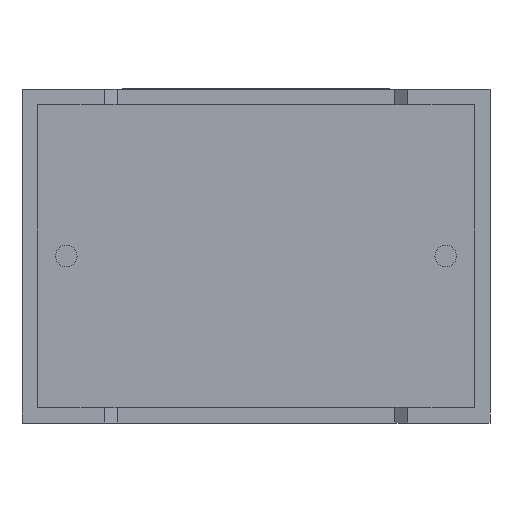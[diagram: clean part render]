
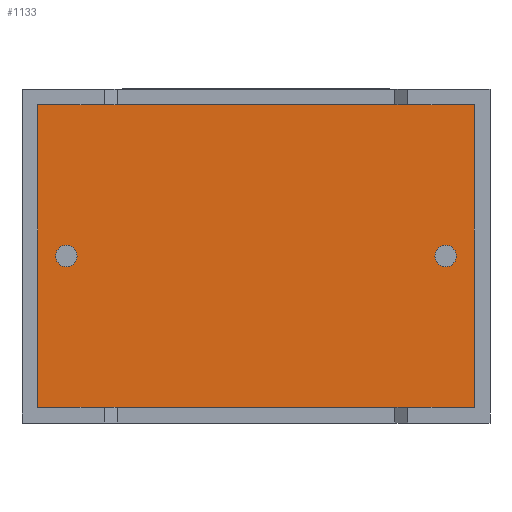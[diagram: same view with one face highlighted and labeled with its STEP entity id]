
A CAD part, front view. The second image highlights one B-rep face of the part: STEP entity #1133.
In plain terms, the highlighted planar face has unit normal (0, -1, 0).
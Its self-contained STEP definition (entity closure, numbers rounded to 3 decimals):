
#17 = FACE_BOUND ( 'NONE', #1924, .T. ) ;
#26 = CIRCLE ( 'NONE', #1710, 0.425 ) ;
#111 = VERTEX_POINT ( 'NONE', #941 ) ;
#150 = ORIENTED_EDGE ( 'NONE', *, *, #1339, .F. ) ;
#225 = EDGE_CURVE ( 'NONE', #111, #2597, #1305, .T. ) ;
#269 = DIRECTION ( 'NONE',  ( 0., 0., -1. ) ) ;
#270 = CARTESIAN_POINT ( 'NONE',  ( 16.75, 0.75, 6.6 ) ) ;
#317 = CARTESIAN_POINT ( 'NONE',  ( 0.617, 0.75, 12.583 ) ) ;
#405 = VERTEX_POINT ( 'NONE', #934 ) ;
#417 = EDGE_LOOP ( 'NONE', ( #1254, #2792, #2588, #2265 ) ) ;
#433 = AXIS2_PLACEMENT_3D ( 'NONE', #1381, #2080, #269 ) ;
#518 = AXIS2_PLACEMENT_3D ( 'NONE', #270, #978, #1204 ) ;
#542 = VERTEX_POINT ( 'NONE', #2740 ) ;
#611 = VERTEX_POINT ( 'NONE', #2624 ) ;
#659 = LINE ( 'NONE', #2794, #1473 ) ;
#757 = EDGE_CURVE ( 'NONE', #2597, #111, #26, .T. ) ;
#785 = VECTOR ( 'NONE', #2380, 1000. ) ;
#803 = LINE ( 'NONE', #317, #785 ) ;
#804 = CARTESIAN_POINT ( 'NONE',  ( 1.75, 0.75, 7.025 ) ) ;
#842 = DIRECTION ( 'NONE',  ( 1., 0., 0. ) ) ;
#934 = CARTESIAN_POINT ( 'NONE',  ( 0.617, 0.75, 0.617 ) ) ;
#941 = CARTESIAN_POINT ( 'NONE',  ( 16.75, 0.75, 6.175 ) ) ;
#948 = FACE_OUTER_BOUND ( 'NONE', #417, .T. ) ;
#973 = DIRECTION ( 'NONE',  ( 0., 0., -1. ) ) ;
#978 = DIRECTION ( 'NONE',  ( 0., -1., 0. ) ) ;
#984 = ORIENTED_EDGE ( 'NONE', *, *, #757, .F. ) ;
#1133 = ADVANCED_FACE ( 'NONE', ( #17, #948, #1868 ), #2627, .T. ) ;
#1204 = DIRECTION ( 'NONE',  ( 0., 0., -1. ) ) ;
#1254 = ORIENTED_EDGE ( 'NONE', *, *, #2622, .T. ) ;
#1305 = CIRCLE ( 'NONE', #518, 0.425 ) ;
#1313 = CARTESIAN_POINT ( 'NONE',  ( 17.883, 0.75, 0.617 ) ) ;
#1339 = EDGE_CURVE ( 'NONE', #1891, #542, #2796, .T. ) ;
#1381 = CARTESIAN_POINT ( 'NONE',  ( 0., 0.75, 0. ) ) ;
#1473 = VECTOR ( 'NONE', #1874, 1000. ) ;
#1480 = CARTESIAN_POINT ( 'NONE',  ( 1.75, 0.75, 6.6 ) ) ;
#1527 = ORIENTED_EDGE ( 'NONE', *, *, #2855, .F. ) ;
#1543 = DIRECTION ( 'NONE',  ( 0., -1., 0. ) ) ;
#1566 = DIRECTION ( 'NONE',  ( 0., 0., 1. ) ) ;
#1622 = AXIS2_PLACEMENT_3D ( 'NONE', #1480, #2420, #2178 ) ;
#1661 = EDGE_LOOP ( 'NONE', ( #150, #1527 ) ) ;
#1710 = AXIS2_PLACEMENT_3D ( 'NONE', #2372, #2134, #973 ) ;
#1758 = VECTOR ( 'NONE', #1566, 1000. ) ;
#1772 = CARTESIAN_POINT ( 'NONE',  ( 1.75, 0.75, 6.6 ) ) ;
#1792 = CARTESIAN_POINT ( 'NONE',  ( 0.617, 0.75, 0.617 ) ) ;
#1805 = LINE ( 'NONE', #1313, #1758 ) ;
#1822 = CARTESIAN_POINT ( 'NONE',  ( 0.617, 0.75, 12.583 ) ) ;
#1860 = EDGE_CURVE ( 'NONE', #2535, #611, #1805, .T. ) ;
#1868 = FACE_BOUND ( 'NONE', #1661, .T. ) ;
#1870 = DIRECTION ( 'NONE',  ( 0., 0., -1. ) ) ;
#1874 = DIRECTION ( 'NONE',  ( -1., 0., 0. ) ) ;
#1891 = VERTEX_POINT ( 'NONE', #804 ) ;
#1924 = EDGE_LOOP ( 'NONE', ( #984, #2408 ) ) ;
#1973 = CARTESIAN_POINT ( 'NONE',  ( 16.75, 0.75, 7.025 ) ) ;
#1983 = VERTEX_POINT ( 'NONE', #1822 ) ;
#2080 = DIRECTION ( 'NONE',  ( 0., -1., 0. ) ) ;
#2101 = CIRCLE ( 'NONE', #1622, 0.425 ) ;
#2134 = DIRECTION ( 'NONE',  ( 0., -1., 0. ) ) ;
#2178 = DIRECTION ( 'NONE',  ( 0., 0., -1. ) ) ;
#2265 = ORIENTED_EDGE ( 'NONE', *, *, #2958, .T. ) ;
#2267 = LINE ( 'NONE', #1792, #2860 ) ;
#2372 = CARTESIAN_POINT ( 'NONE',  ( 16.75, 0.75, 6.6 ) ) ;
#2380 = DIRECTION ( 'NONE',  ( 0., 0., -1. ) ) ;
#2408 = ORIENTED_EDGE ( 'NONE', *, *, #225, .F. ) ;
#2420 = DIRECTION ( 'NONE',  ( 0., -1., 0. ) ) ;
#2535 = VERTEX_POINT ( 'NONE', #2552 ) ;
#2552 = CARTESIAN_POINT ( 'NONE',  ( 17.883, 0.75, 0.617 ) ) ;
#2588 = ORIENTED_EDGE ( 'NONE', *, *, #1860, .T. ) ;
#2597 = VERTEX_POINT ( 'NONE', #1973 ) ;
#2622 = EDGE_CURVE ( 'NONE', #1983, #405, #803, .T. ) ;
#2624 = CARTESIAN_POINT ( 'NONE',  ( 17.883, 0.75, 12.583 ) ) ;
#2627 = PLANE ( 'NONE',  #433 ) ;
#2639 = AXIS2_PLACEMENT_3D ( 'NONE', #1772, #1543, #1870 ) ;
#2740 = CARTESIAN_POINT ( 'NONE',  ( 1.75, 0.75, 6.175 ) ) ;
#2778 = EDGE_CURVE ( 'NONE', #405, #2535, #2267, .T. ) ;
#2792 = ORIENTED_EDGE ( 'NONE', *, *, #2778, .T. ) ;
#2794 = CARTESIAN_POINT ( 'NONE',  ( 17.883, 0.75, 12.583 ) ) ;
#2796 = CIRCLE ( 'NONE', #2639, 0.425 ) ;
#2855 = EDGE_CURVE ( 'NONE', #542, #1891, #2101, .T. ) ;
#2860 = VECTOR ( 'NONE', #842, 1000. ) ;
#2958 = EDGE_CURVE ( 'NONE', #611, #1983, #659, .T. ) ;
